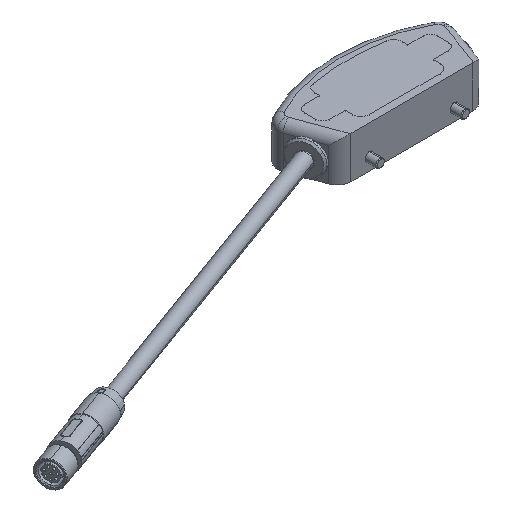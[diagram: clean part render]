
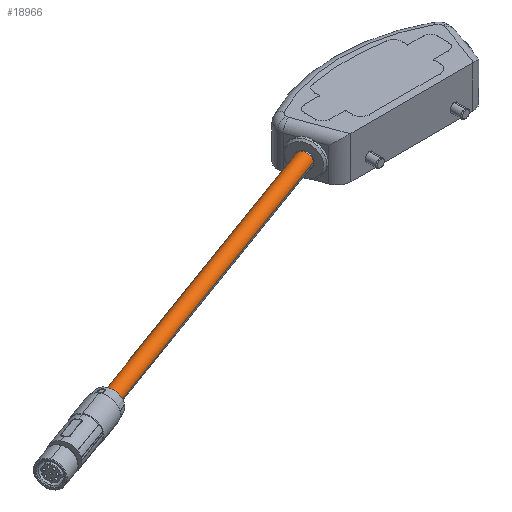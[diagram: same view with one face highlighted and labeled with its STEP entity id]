
A CAD part, isometric view. The second image highlights one B-rep face of the part: STEP entity #18966.
In plain terms, the highlighted cylindrical face has radius 2.55 mm (diameter 5.1 mm), a partial arc.
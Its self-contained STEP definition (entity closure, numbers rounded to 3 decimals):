
#685 = CIRCLE ( 'NONE', #2373, 2.55 ) ;
#1795 = CARTESIAN_POINT ( 'NONE',  ( -30.531, 42.811, 6.548 ) ) ;
#1846 = DIRECTION ( 'NONE',  ( -0.94, -0.342, 0. ) ) ;
#1849 = VERTEX_POINT ( 'NONE', #1795 ) ;
#2373 = AXIS2_PLACEMENT_3D ( 'NONE', #27000, #4701, #26821 ) ;
#2669 = LINE ( 'NONE', #32994, #21014 ) ;
#3877 = ORIENTED_EDGE ( 'NONE', *, *, #9025, .T. ) ;
#4563 = CARTESIAN_POINT ( 'NONE',  ( 51.839, 67.365, 6.452 ) ) ;
#4701 = DIRECTION ( 'NONE',  ( 0.94, 0.342, 0. ) ) ;
#5511 = VERTEX_POINT ( 'NONE', #22508 ) ;
#7321 = EDGE_LOOP ( 'NONE', ( #21230, #17302, #21534, #3877 ) ) ;
#9025 = EDGE_CURVE ( 'NONE', #5511, #24552, #685, .T. ) ;
#10509 = EDGE_CURVE ( 'NONE', #20338, #24552, #18291, .T. ) ;
#12168 = DIRECTION ( 'NONE',  ( -0.342, 0.94, 0.019 ) ) ;
#12531 = DIRECTION ( 'NONE',  ( -0.94, -0.342, 0. ) ) ;
#14148 = CIRCLE ( 'NONE', #34719, 2.55 ) ;
#16386 = CARTESIAN_POINT ( 'NONE',  ( -29.659, 40.415, 6.5 ) ) ;
#17302 = ORIENTED_EDGE ( 'NONE', *, *, #33034, .T. ) ;
#17614 = FACE_OUTER_BOUND ( 'NONE', #7321, .T. ) ;
#17760 = CARTESIAN_POINT ( 'NONE',  ( -28.787, 38.019, 6.452 ) ) ;
#18291 = LINE ( 'NONE', #4563, #21338 ) ;
#18966 = ADVANCED_FACE ( 'NONE', ( #17614 ), #33849, .T. ) ;
#19063 = DIRECTION ( 'NONE',  ( -0.342, 0.94, 0.019 ) ) ;
#20338 = VERTEX_POINT ( 'NONE', #17760 ) ;
#21014 = VECTOR ( 'NONE', #32644, 1000. ) ;
#21230 = ORIENTED_EDGE ( 'NONE', *, *, #10509, .F. ) ;
#21338 = VECTOR ( 'NONE', #1846, 1000. ) ;
#21534 = ORIENTED_EDGE ( 'NONE', *, *, #23110, .T. ) ;
#22508 = CARTESIAN_POINT ( 'NONE',  ( -139.254, 3.239, 6.548 ) ) ;
#23110 = EDGE_CURVE ( 'NONE', #1849, #5511, #2669, .T. ) ;
#24083 = DIRECTION ( 'NONE',  ( -0.94, -0.342, 0. ) ) ;
#24552 = VERTEX_POINT ( 'NONE', #30183 ) ;
#26821 = DIRECTION ( 'NONE',  ( 0.342, -0.94, -0.019 ) ) ;
#27000 = CARTESIAN_POINT ( 'NONE',  ( -138.382, 0.843, 6.5 ) ) ;
#28707 = CARTESIAN_POINT ( 'NONE',  ( 50.967, 69.76, 6.5 ) ) ;
#29993 = AXIS2_PLACEMENT_3D ( 'NONE', #28707, #12531, #12168 ) ;
#30183 = CARTESIAN_POINT ( 'NONE',  ( -137.51, -1.553, 6.452 ) ) ;
#32644 = DIRECTION ( 'NONE',  ( -0.94, -0.342, 0. ) ) ;
#32994 = CARTESIAN_POINT ( 'NONE',  ( 50.095, 72.156, 6.548 ) ) ;
#33034 = EDGE_CURVE ( 'NONE', #20338, #1849, #14148, .T. ) ;
#33849 = CYLINDRICAL_SURFACE ( 'NONE', #29993, 2.55 ) ;
#34719 = AXIS2_PLACEMENT_3D ( 'NONE', #16386, #24083, #19063 ) ;
